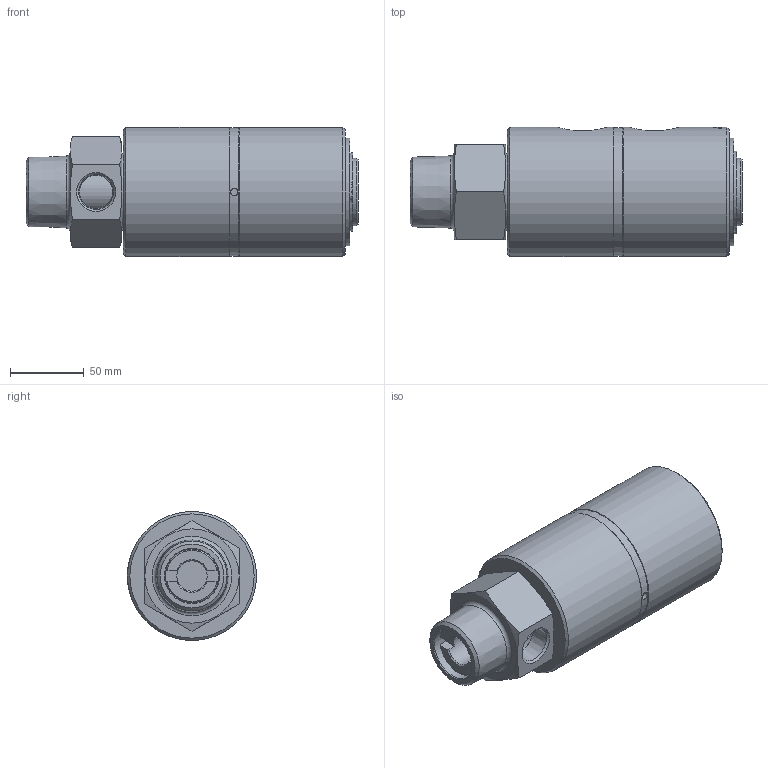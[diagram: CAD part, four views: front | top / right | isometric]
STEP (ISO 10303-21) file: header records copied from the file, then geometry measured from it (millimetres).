
FILE_DESCRIPTION(/* description */ (''),/* implementation_level */ '2;1');
FILE_NAME(/* name */ '1890-100-IC.stp',/* time_stamp */ '2018-09-18T14:32:18-05:00',/* author */ ('nreyna'),/* organization */ (''),/* preprocessor_version */ 'ST-DEVELOPER v17',/* originating_system */ 'Autodesk Inventor 2018',/* authorisation */ '');
FILE_SCHEMA (('AUTOMOTIVE_DESIGN { 1 0 10303 214 3 1 1 }'));
Products named in the file (1): 1890-100-IC
Bounding box: 225.4 x 87.63 x 87.63 mm (x, y, z)
Volume: 983505.4 mm3; surface area: 118458.8 mm2
Topology: 1 solids, 1 shells, 373 faces, 983 edges, 666 vertices
Faces by surface type: bspline 156, plane 114, cylinder 70, cone 31, torus 2
Full cylindrical faces by diameter (mm): 2.5 x2, 5 x2, 5.5 x1, 20.6 x1, 22.631 x4, 23.4 x1, 28.6 x1, 32.13 x2, 35 x1, 36.42 x3, 36.5 x1, 46.1 x2, 46.4 x1, 47.395 x1, 52 x1, 73 x1, 87.03 x1, 87.63 x2
Entity records: 48243 total; most frequent: CARTESIAN_POINT 39847, ORIENTED_EDGE 1964, DIRECTION 1239, EDGE_CURVE 982, VERTEX_POINT 666, AXIS2_PLACEMENT_3D 446, EDGE_LOOP 432, B_SPLINE_CURVE_WITH_KNOTS 385
